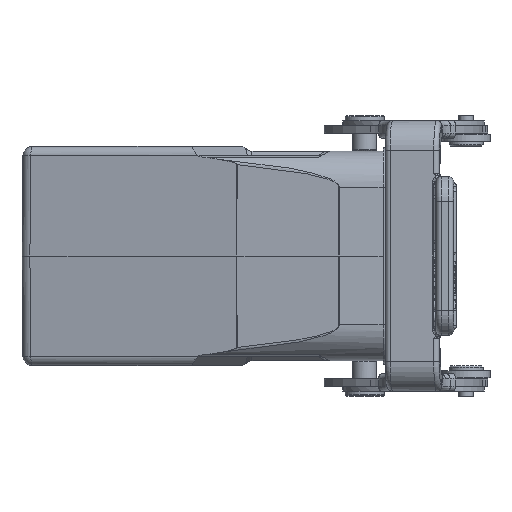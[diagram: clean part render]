
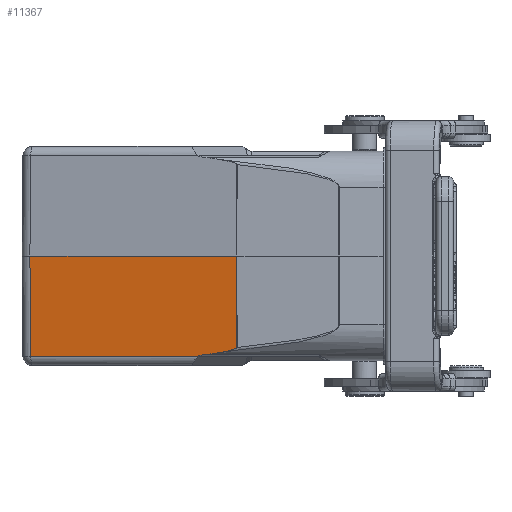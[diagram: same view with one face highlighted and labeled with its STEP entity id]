
A CAD part, left-side view. The second image highlights one B-rep face of the part: STEP entity #11367.
In plain terms, the highlighted planar face has unit normal (-0.982, 0.191, -0.009).
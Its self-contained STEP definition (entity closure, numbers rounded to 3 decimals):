
#9162=FACE_OUTER_BOUND('',#14627,.T.);
#9961=B_SPLINE_CURVE_WITH_KNOTS('',3,(#58619,#58620,#58621,#58622,#58623,
#58624,#58625,#58626,#58627,#58628,#58629,#58630,#58631,#58632,#58633,#58634),
 .UNSPECIFIED.,.F.,.F.,(4,3,3,3,3,4),(0.,0.437,0.715,
0.893,0.979,1.),.UNSPECIFIED.);
#11367=ADVANCED_FACE('',(#9162),#12259,.T.);
#12259=PLANE('',#37092);
#12547=ELLIPSE('',#37089,10.482,2.);
#12548=ELLIPSE('',#37091,39.308,7.5);
#14627=EDGE_LOOP('',(#22370,#22371,#22372,#22373,#22374,#22375,#22376,#22377));
#22370=ORIENTED_EDGE('',*,*,#29618,.T.);
#22371=ORIENTED_EDGE('',*,*,#29565,.T.);
#22372=ORIENTED_EDGE('',*,*,#29619,.F.);
#22373=ORIENTED_EDGE('',*,*,#29620,.F.);
#22374=ORIENTED_EDGE('',*,*,#29570,.T.);
#22375=ORIENTED_EDGE('',*,*,#29615,.T.);
#22376=ORIENTED_EDGE('',*,*,#29617,.T.);
#22377=ORIENTED_EDGE('',*,*,#29621,.T.);
#25870=VERTEX_POINT('',#58507);
#25871=VERTEX_POINT('',#58508);
#25874=VERTEX_POINT('',#58522);
#25875=VERTEX_POINT('',#58524);
#25906=VERTEX_POINT('',#58612);
#25907=VERTEX_POINT('',#58616);
#25908=VERTEX_POINT('',#58635);
#25909=VERTEX_POINT('',#58637);
#29565=EDGE_CURVE('',#25870,#25871,#32030,.T.);
#29570=EDGE_CURVE('',#25875,#25874,#32032,.T.);
#29615=EDGE_CURVE('',#25874,#25906,#32059,.T.);
#29617=EDGE_CURVE('',#25906,#25907,#12547,.T.);
#29618=EDGE_CURVE('',#25908,#25870,#9961,.T.);
#29619=EDGE_CURVE('',#25909,#25871,#32061,.T.);
#29620=EDGE_CURVE('',#25875,#25909,#32062,.T.);
#29621=EDGE_CURVE('',#25907,#25908,#12548,.T.);
#32030=LINE('',#58506,#34426);
#32032=LINE('',#58523,#34428);
#32059=LINE('',#58613,#34455);
#32061=LINE('',#58636,#34457);
#32062=LINE('',#58638,#34458);
#34426=VECTOR('',#43692,1.);
#34428=VECTOR('',#43700,1.);
#34455=VECTOR('',#43789,1.);
#34457=VECTOR('',#43797,1.);
#34458=VECTOR('',#43798,1.);
#37089=AXIS2_PLACEMENT_3D('',#58617,#43793,#43794);
#37091=AXIS2_PLACEMENT_3D('',#58639,#43799,#43800);
#37092=AXIS2_PLACEMENT_3D('',#58640,#43801,#43802);
#43692=DIRECTION('',(-0.009,0.001,1.));
#43700=DIRECTION('',(-0.191,-0.982,0.));
#43789=DIRECTION('',(-0.13,-0.634,0.763));
#43793=DIRECTION('',(-0.982,0.191,-0.009));
#43794=DIRECTION('',(0.191,0.982,0.002));
#43797=DIRECTION('',(-0.191,-0.982,0.));
#43798=DIRECTION('',(-0.007,0.009,1.));
#43799=DIRECTION('',(-0.982,0.191,-0.009));
#43800=DIRECTION('',(0.191,0.982,0.002));
#43801=DIRECTION('',(-0.982,0.191,-0.009));
#43802=DIRECTION('',(-0.191,-0.982,0.));
#58506=CARTESIAN_POINT('',(-44.743,0.048,0.003));
#58507=CARTESIAN_POINT('',(-44.58,0.024,-18.83));
#58508=CARTESIAN_POINT('',(-44.743,0.048,0.));
#58522=CARTESIAN_POINT('',(-43.023,7.954,-20.517));
#58523=CARTESIAN_POINT('',(-45.944,-7.069,-20.517));
#58524=CARTESIAN_POINT('',(-36.366,42.203,-20.517));
#58612=CARTESIAN_POINT('',(-43.052,7.814,-20.349));
#58613=CARTESIAN_POINT('',(-43.023,7.954,-20.517));
#58616=CARTESIAN_POINT('',(-43.44,5.83,-20.136));
#58617=CARTESIAN_POINT('',(-42.29,11.82,-18.5));
#58619=CARTESIAN_POINT('',(-43.861,3.676,-19.818));
#58620=CARTESIAN_POINT('',(-43.968,3.128,-19.73));
#58621=CARTESIAN_POINT('',(-44.076,2.582,-19.633));
#58622=CARTESIAN_POINT('',(-44.182,2.039,-19.517));
#58623=CARTESIAN_POINT('',(-44.25,1.694,-19.443));
#58624=CARTESIAN_POINT('',(-44.317,1.351,-19.362));
#58625=CARTESIAN_POINT('',(-44.384,1.012,-19.265));
#58626=CARTESIAN_POINT('',(-44.427,0.796,-19.202));
#58627=CARTESIAN_POINT('',(-44.469,0.579,-19.134));
#58628=CARTESIAN_POINT('',(-44.51,0.372,-19.043));
#58629=CARTESIAN_POINT('',(-44.53,0.272,-19.));
#58630=CARTESIAN_POINT('',(-44.55,0.172,-18.952));
#58631=CARTESIAN_POINT('',(-44.567,0.085,-18.885));
#58632=CARTESIAN_POINT('',(-44.572,0.063,-18.869));
#58633=CARTESIAN_POINT('',(-44.576,0.042,-18.851));
#58634=CARTESIAN_POINT('',(-44.58,0.024,-18.83));
#58635=CARTESIAN_POINT('',(-43.861,3.676,-19.818));
#58636=CARTESIAN_POINT('',(-36.514,42.382,0.));
#58637=CARTESIAN_POINT('',(-36.514,42.382,0.));
#58638=CARTESIAN_POINT('',(-36.511,42.379,-0.362));
#58639=CARTESIAN_POINT('',(-39.128,28.295,-14.));
#58640=CARTESIAN_POINT('',(-46.119,-7.035,0.));
